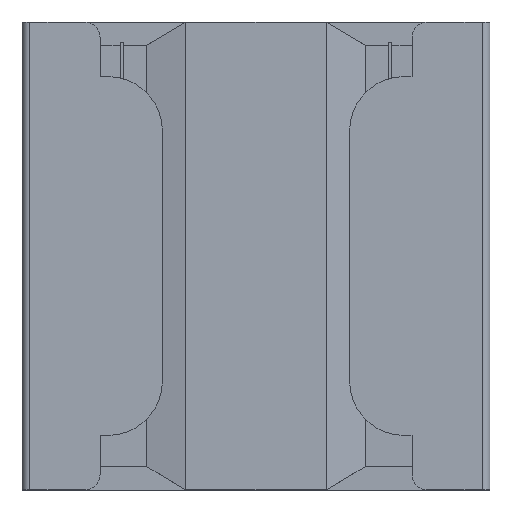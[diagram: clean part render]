
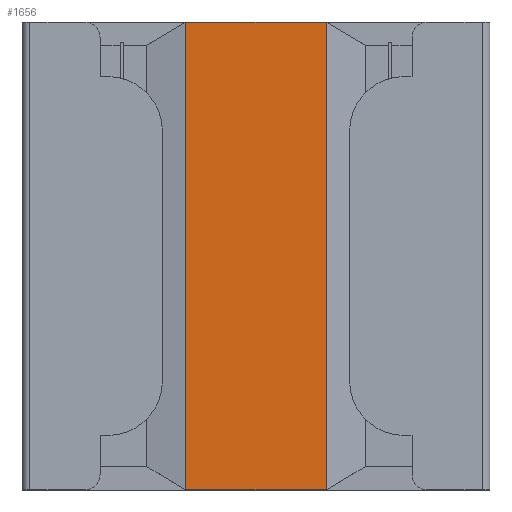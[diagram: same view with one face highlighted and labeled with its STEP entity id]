
A CAD part, front view. The second image highlights one B-rep face of the part: STEP entity #1656.
In plain terms, the highlighted planar face has unit normal (0, -1, 0).
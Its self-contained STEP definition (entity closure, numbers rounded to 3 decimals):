
#222 = DIRECTION ( 'NONE',  ( 1., 0., 0. ) ) ;
#233 = CARTESIAN_POINT ( 'NONE',  ( -0.45, -0.95, 1.5 ) ) ;
#319 = DIRECTION ( 'NONE',  ( 0., 0., -1. ) ) ;
#325 = VECTOR ( 'NONE', #319, 1000. ) ;
#488 = LINE ( 'NONE', #1734, #325 ) ;
#495 = LINE ( 'NONE', #233, #4057 ) ;
#610 = EDGE_CURVE ( 'NONE', #1357, #3780, #965, .T. ) ;
#706 = VECTOR ( 'NONE', #2326, 1000. ) ;
#914 = DIRECTION ( 'NONE',  ( -1., 0., 0. ) ) ;
#965 = LINE ( 'NONE', #2276, #3427 ) ;
#1020 = ORIENTED_EDGE ( 'NONE', *, *, #1164, .T. ) ;
#1048 = CARTESIAN_POINT ( 'NONE',  ( -0.45, -0.95, -1.5 ) ) ;
#1164 = EDGE_CURVE ( 'NONE', #3685, #3898, #495, .T. ) ;
#1214 = PLANE ( 'NONE',  #3171 ) ;
#1244 = CARTESIAN_POINT ( 'NONE',  ( 0., -0.95, 0. ) ) ;
#1246 = CARTESIAN_POINT ( 'NONE',  ( -0.45, -0.95, 1.5 ) ) ;
#1264 = ORIENTED_EDGE ( 'NONE', *, *, #3184, .T. ) ;
#1278 = ORIENTED_EDGE ( 'NONE', *, *, #3691, .T. ) ;
#1330 = CARTESIAN_POINT ( 'NONE',  ( 0.45, -0.95, 1.5 ) ) ;
#1357 = VERTEX_POINT ( 'NONE', #1048 ) ;
#1483 = CARTESIAN_POINT ( 'NONE',  ( 0.45, -0.95, -1.5 ) ) ;
#1656 = ADVANCED_FACE ( 'NONE', ( #4368 ), #1214, .T. ) ;
#1734 = CARTESIAN_POINT ( 'NONE',  ( -0.45, -0.95, 1.5 ) ) ;
#2182 = EDGE_LOOP ( 'NONE', ( #1264, #3034, #1278, #1020 ) ) ;
#2276 = CARTESIAN_POINT ( 'NONE',  ( -0.45, -0.95, -1.5 ) ) ;
#2326 = DIRECTION ( 'NONE',  ( 0., 0., 1. ) ) ;
#2682 = LINE ( 'NONE', #1330, #706 ) ;
#3034 = ORIENTED_EDGE ( 'NONE', *, *, #610, .T. ) ;
#3171 = AXIS2_PLACEMENT_3D ( 'NONE', #1244, #4274, #3614 ) ;
#3184 = EDGE_CURVE ( 'NONE', #3898, #1357, #488, .T. ) ;
#3427 = VECTOR ( 'NONE', #222, 1000. ) ;
#3614 = DIRECTION ( 'NONE',  ( 0., 0., -1. ) ) ;
#3685 = VERTEX_POINT ( 'NONE', #4058 ) ;
#3691 = EDGE_CURVE ( 'NONE', #3780, #3685, #2682, .T. ) ;
#3780 = VERTEX_POINT ( 'NONE', #1483 ) ;
#3898 = VERTEX_POINT ( 'NONE', #1246 ) ;
#4057 = VECTOR ( 'NONE', #914, 1000. ) ;
#4058 = CARTESIAN_POINT ( 'NONE',  ( 0.45, -0.95, 1.5 ) ) ;
#4274 = DIRECTION ( 'NONE',  ( 0., -1., 0. ) ) ;
#4368 = FACE_OUTER_BOUND ( 'NONE', #2182, .T. ) ;
